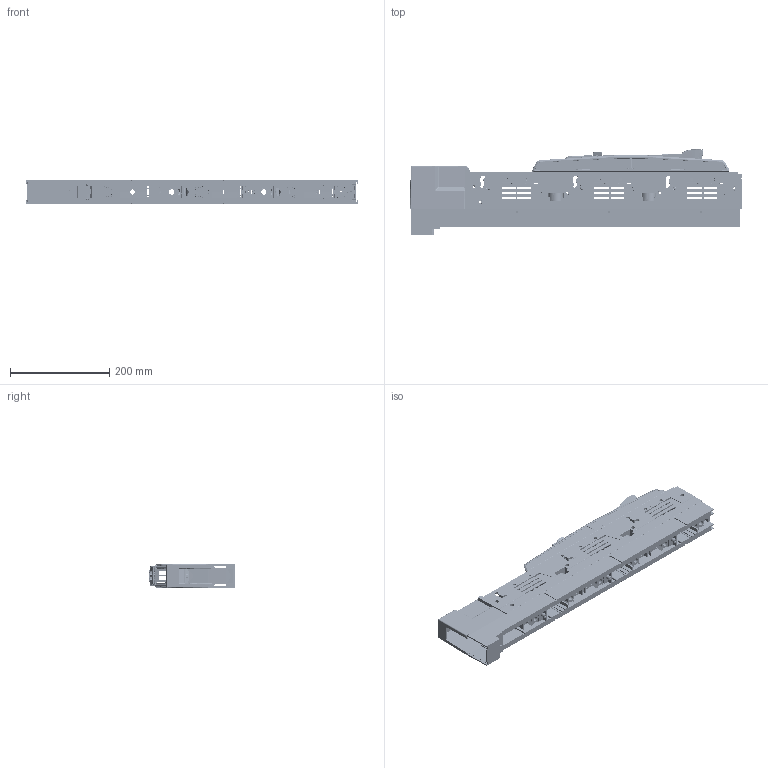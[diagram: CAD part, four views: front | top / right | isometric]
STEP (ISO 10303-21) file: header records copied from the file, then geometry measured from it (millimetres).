
FILE_DESCRIPTION(('TFLEX Exchange Step'),'2;1');
FILE_NAME('ARS-00 160-1.stp', '2024-03-22T11:42:53+03:00',('Kabanov'),('Unknown organisation'),'TFLEX Exchange 2019.0','T-FLEX CAD','Unknown authorisation');
FILE_SCHEMA( ('AUTOMOTIVE_DESIGN { 1 0 10303 214 1 1 1 1 }') );
Length unit declared in the file: millimetre
Products named in the file (1): BUFFER:0000000000B8C720 
Bounding box: 668.92 x 172.56 x 49.9 mm (x, y, z)
Volume: 794644.1 mm3; surface area: 842417.6 mm2
Topology: 10 solids, 2648 shells, 10961 faces, 36370 edges, 27628 vertices
Faces by surface type: plane 4270, cylinder 3430, bspline 1210, cone 819, torus 698, sphere 527, extrusion 7
Full cylindrical faces by diameter (mm): 2.8 x3, 3 x7, 5 x1, 5.432 x2, 5.5 x6, 5.9 x12, 11.702 x6, 12 x6
Entity records: 676091 total; most frequent: CARTESIAN_POINT 437476, ORIENTED_EDGE 57400, EDGE_CURVE 35920, B_SPLINE_CURVE_WITH_KNOTS 35218, VERTEX_POINT 27612, DIRECTION 20180, EDGE_LOOP 11280, FACE_BOUND 11280
